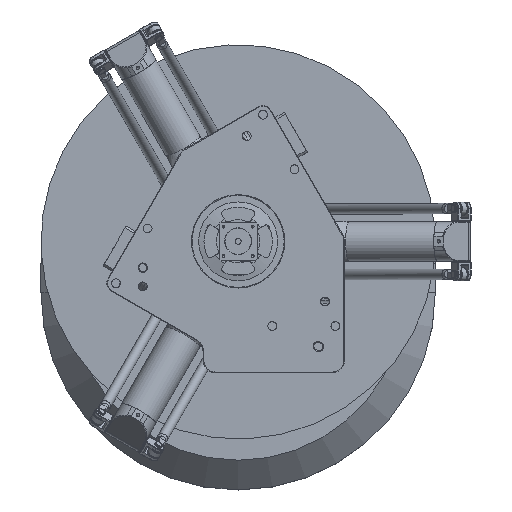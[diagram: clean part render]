
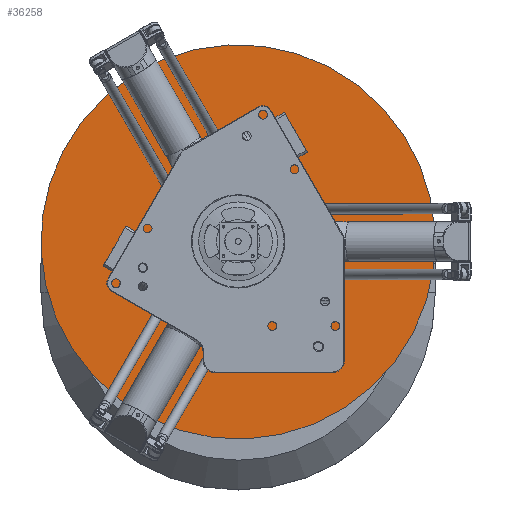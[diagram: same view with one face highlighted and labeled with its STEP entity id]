
A CAD part, top view. The second image highlights one B-rep face of the part: STEP entity #36258.
In plain terms, the highlighted planar face has unit normal (0, 0, 1).
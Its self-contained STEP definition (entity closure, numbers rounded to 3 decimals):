
#2858=PLANE('',#38756);
#3955=FACE_OUTER_BOUND('',#6196,.T.);
#6196=EDGE_LOOP('',(#25317));
#8822=CIRCLE('',#38755,300.);
#16408=VERTEX_POINT('',#52949);
#19884=EDGE_CURVE('',#16408,#16408,#8822,.T.);
#25317=ORIENTED_EDGE('',*,*,#19884,.T.);
#36258=ADVANCED_FACE('',(#3955),#2858,.F.);
#38755=AXIS2_PLACEMENT_3D('',#52950,#42543,#42544);
#38756=AXIS2_PLACEMENT_3D('',#52952,#42546,#42547);
#42543=DIRECTION('center_axis',(0.,0.,1.));
#42544=DIRECTION('ref_axis',(0.,-1.,0.));
#42546=DIRECTION('center_axis',(0.,0.,-1.));
#42547=DIRECTION('ref_axis',(-1.,0.,0.));
#52949=CARTESIAN_POINT('',(0.,300.,130.));
#52950=CARTESIAN_POINT('Origin',(0.,0.,130.));
#52952=CARTESIAN_POINT('Origin',(0.,0.,130.));
